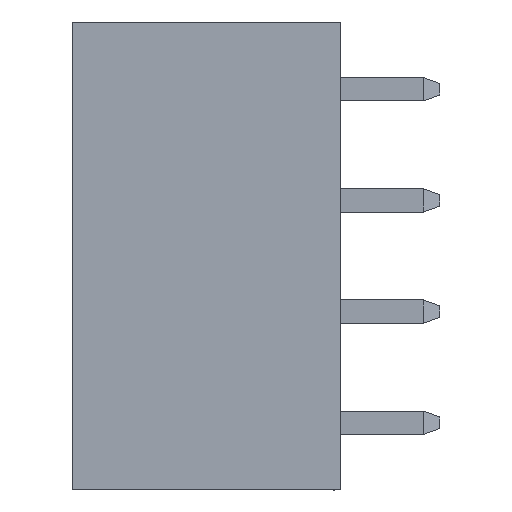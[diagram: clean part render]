
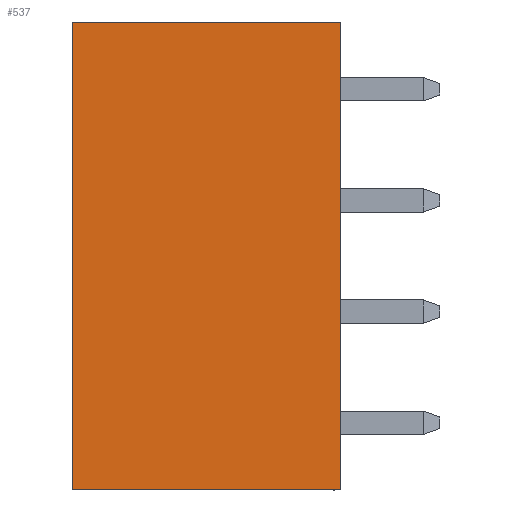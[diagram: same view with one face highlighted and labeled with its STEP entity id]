
A CAD part, front view. The second image highlights one B-rep face of the part: STEP entity #537.
In plain terms, the highlighted planar face has unit normal (0, -1, 0).
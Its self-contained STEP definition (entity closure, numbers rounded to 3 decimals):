
#537 = ADVANCED_FACE( '', ( #1103 ), #1104, .F. );
#1103 = FACE_OUTER_BOUND( '', #1671, .T. );
#1104 = PLANE( '', #1672 );
#1671 = EDGE_LOOP( '', ( #3189, #3190, #3191, #3192 ) );
#1672 = AXIS2_PLACEMENT_3D( '', #3193, #3194, #3195 );
#3189 = ORIENTED_EDGE( '', *, *, #3751, .F. );
#3190 = ORIENTED_EDGE( '', *, *, #3874, .F. );
#3191 = ORIENTED_EDGE( '', *, *, #3806, .T. );
#3192 = ORIENTED_EDGE( '', *, *, #3362, .T. );
#3193 = CARTESIAN_POINT( '', ( -222.427, 3.86, 54.153 ) );
#3194 = DIRECTION( '', ( 0., 1., 0. ) );
#3195 = DIRECTION( '', ( 1., 0., 0. ) );
#3362 = EDGE_CURVE( '', #4033, #4030, #4034, .T. );
#3751 = EDGE_CURVE( '', #4618, #4030, #4620, .T. );
#3806 = EDGE_CURVE( '', #4685, #4033, #4687, .T. );
#3874 = EDGE_CURVE( '', #4685, #4618, #4762, .T. );
#4030 = VERTEX_POINT( '', #4978 );
#4033 = VERTEX_POINT( '', #4982 );
#4034 = LINE( '', #4983, #4984 );
#4618 = VERTEX_POINT( '', #5840 );
#4620 = LINE( '', #5843, #5844 );
#4685 = VERTEX_POINT( '', #5944 );
#4687 = LINE( '', #5947, #5948 );
#4762 = LINE( '', #6054, #6055 );
#4978 = CARTESIAN_POINT( '', ( -222.427, 3.86, 30.958 ) );
#4982 = CARTESIAN_POINT( '', ( -231.627, 3.86, 30.958 ) );
#4983 = CARTESIAN_POINT( '', ( -222.427, 3.86, 30.958 ) );
#4984 = VECTOR( '', #6147, 1000. );
#5840 = CARTESIAN_POINT( '', ( -222.427, 3.86, 46.998 ) );
#5843 = CARTESIAN_POINT( '', ( -222.427, 3.86, 50.653 ) );
#5844 = VECTOR( '', #6475, 1000. );
#5944 = CARTESIAN_POINT( '', ( -231.627, 3.86, 46.998 ) );
#5947 = CARTESIAN_POINT( '', ( -231.627, 3.86, 54.153 ) );
#5948 = VECTOR( '', #6515, 1000. );
#6054 = CARTESIAN_POINT( '', ( -222.427, 3.86, 46.998 ) );
#6055 = VECTOR( '', #6550, 1000. );
#6147 = DIRECTION( '', ( 1., 0., 0. ) );
#6475 = DIRECTION( '', ( 0., 0., -1. ) );
#6515 = DIRECTION( '', ( 0., 0., -1. ) );
#6550 = DIRECTION( '', ( 1., 0., 0. ) );
